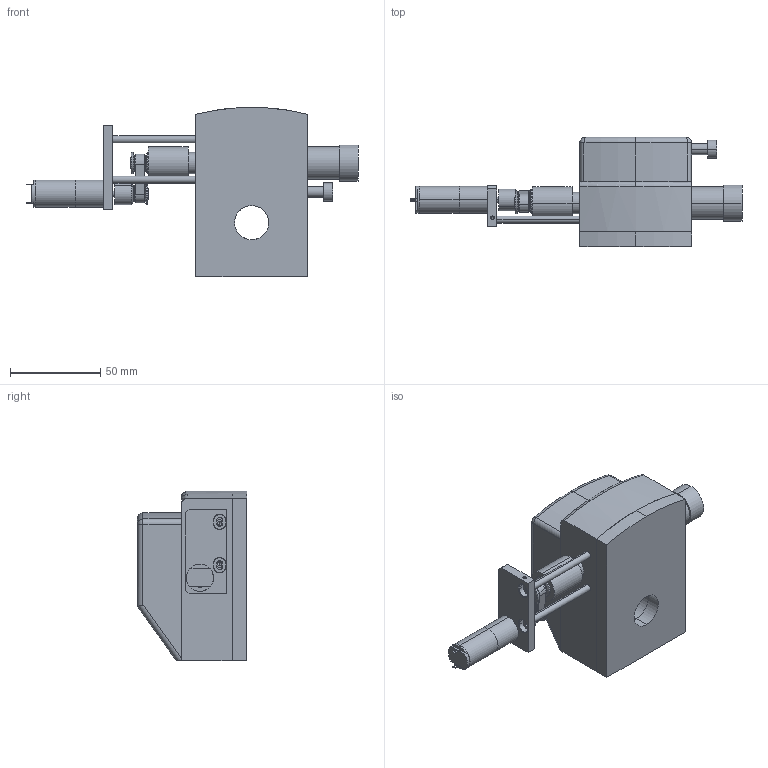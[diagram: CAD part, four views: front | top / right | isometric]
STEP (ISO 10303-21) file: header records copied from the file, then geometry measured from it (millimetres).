
FILE_DESCRIPTION (( 'STEP AP214' ), '1' );
FILE_NAME ('BG-YS-Messturm-01.STEP', '2023-07-05T01:26:15', ( '' ), ( '' ), 'SwSTEP 2.0', 'SolidWorks 2022', '' );
FILE_SCHEMA (( 'AUTOMOTIVE_DESIGN' ));
Length unit declared in the file: millimetre
Products named in the file (10): BG-YS-Messturm-01; _HTPA15S2M060-K-H3_a.stp_Standard; BG-Alfons-0000-00_Standard; 50-AL-0004-00_Standard; 50-AL-0002-00_Standard; Misumi_40S2M66_Standard; HTPA15S2M060-K-H3.stp_Standard; 50-AL-0005-00_L=58; 1524T_SR_Standard; Messturm_Standard
Assembly tree (11 placements, depth 4):
  BG-YS-Messturm-01
    Messturm_Standard
    BG-Alfons-0000-00_Standard
      1524T_SR_Standard
      50-AL-0002-00_Standard
      50-AL-0005-00_L=58  x2
      50-AL-0004-00_Standard
      HTPA15S2M060-K-H3.stp_Standard  x2
        _HTPA15S2M060-K-H3_a.stp_Standard
      Misumi_40S2M66_Standard
Bounding box: 184.25 x 60.5 x 94 mm (x, y, z)
Volume: 303503.2 mm3; surface area: 66696.5 mm2
Topology: 12 solids, 12 shells, 641 faces, 1611 edges, 997 vertices
Faces by surface type: cylinder 394, plane 183, cone 58, torus 4, sphere 2
Entity records: 14276 total; most frequent: CARTESIAN_POINT 2562, DIRECTION 2513, ORIENTED_EDGE 2110, EDGE_CURVE 1055, AXIS2_PLACEMENT_3D 1037, VERTEX_POINT 664, CIRCLE 588, EDGE_LOOP 491
